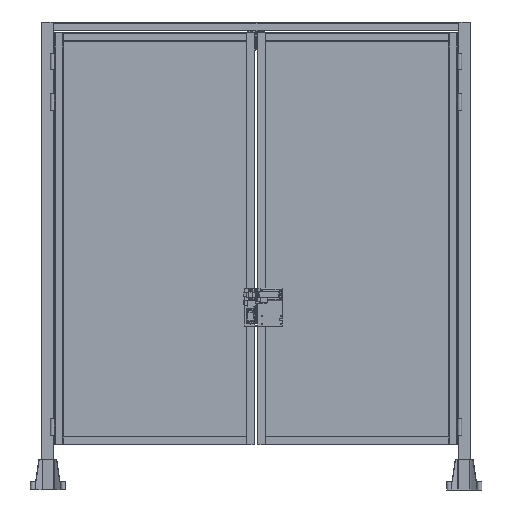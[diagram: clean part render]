
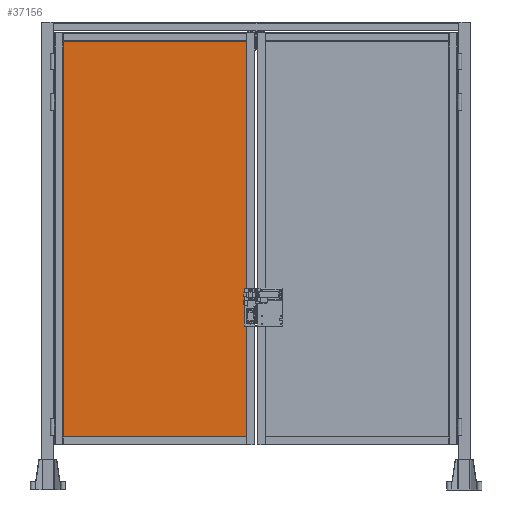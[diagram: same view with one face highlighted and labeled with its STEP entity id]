
A CAD part, front view. The second image highlights one B-rep face of the part: STEP entity #37156.
In plain terms, the highlighted planar face has unit normal (0, -1, 0).
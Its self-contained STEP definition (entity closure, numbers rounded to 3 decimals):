
#13851=CARTESIAN_POINT('',(74.024,22.3,-913.999));
#13852=VERTEX_POINT('',#13851);
#13859=CARTESIAN_POINT('',(74.024,22.3,1086.001));
#13860=VERTEX_POINT('',#13859);
#13861=CARTESIAN_POINT('',(74.024,22.3,1086.001));
#13862=DIRECTION('',(0.0,0.0,-1.0));
#13863=VECTOR('',#13862,2000.);
#13864=LINE('',#13861,#13863);
#13865=EDGE_CURVE('',#13860,#13852,#13864,.T.);
#19506=CARTESIAN_POINT('',(980.024,22.3,1086.001));
#19507=VERTEX_POINT('',#19506);
#19514=CARTESIAN_POINT('',(980.024,22.3,-913.999));
#19515=VERTEX_POINT('',#19514);
#19516=CARTESIAN_POINT('',(980.024,22.3,-913.999));
#19517=DIRECTION('',(0.0,0.0,1.0));
#19518=VECTOR('',#19517,2000.0);
#19519=LINE('',#19516,#19518);
#19520=EDGE_CURVE('',#19515,#19507,#19519,.T.);
#25136=CARTESIAN_POINT('',(979.024,22.3,1061.001));
#25137=VERTEX_POINT('',#25136);
#25146=CARTESIAN_POINT('',(75.024,22.3,1061.001));
#25147=VERTEX_POINT('',#25146);
#25155=CARTESIAN_POINT('',(979.024,22.3,1061.001));
#25156=DIRECTION('',(-1.0,0.0,0.0));
#25157=VECTOR('',#25156,904.0);
#25158=LINE('',#25155,#25157);
#25159=EDGE_CURVE('',#25137,#25147,#25158,.T.);
#25169=CARTESIAN_POINT('',(979.024,22.3,1086.001));
#25170=VERTEX_POINT('',#25169);
#25171=CARTESIAN_POINT('',(75.024,22.3,1086.001));
#25172=VERTEX_POINT('',#25171);
#28669=CARTESIAN_POINT('',(979.024,22.3,1086.001));
#28670=DIRECTION('',(0.0,0.0,-1.0));
#28671=VECTOR('',#28670,25.);
#28672=LINE('',#28669,#28671);
#28673=EDGE_CURVE('',#25170,#25137,#28672,.T.);
#29334=CARTESIAN_POINT('',(75.024,22.3,1061.001));
#29335=DIRECTION('',(0.0,0.0,1.0));
#29336=VECTOR('',#29335,25.);
#29337=LINE('',#29334,#29336);
#29338=EDGE_CURVE('',#25147,#25172,#29337,.T.);
#32630=CARTESIAN_POINT('',(75.024,22.3,-889.001));
#32631=VERTEX_POINT('',#32630);
#32640=CARTESIAN_POINT('',(979.024,22.3,-889.001));
#32641=VERTEX_POINT('',#32640);
#32649=CARTESIAN_POINT('',(75.024,22.3,-889.001));
#32650=DIRECTION('',(1.0,0.0,0.0));
#32651=VECTOR('',#32650,904.0);
#32652=LINE('',#32649,#32651);
#32653=EDGE_CURVE('',#32631,#32641,#32652,.T.);
#32663=CARTESIAN_POINT('',(75.024,22.3,-913.999));
#32664=VERTEX_POINT('',#32663);
#32665=CARTESIAN_POINT('',(979.024,22.3,-913.999));
#32666=VERTEX_POINT('',#32665);
#36163=CARTESIAN_POINT('',(75.024,22.3,-913.999));
#36164=DIRECTION('',(0.0,0.0,1.0));
#36165=VECTOR('',#36164,24.998);
#36166=LINE('',#36163,#36165);
#36167=EDGE_CURVE('',#32664,#32631,#36166,.T.);
#36765=CARTESIAN_POINT('',(979.024,22.3,-889.001));
#36766=DIRECTION('',(0.0,0.0,-1.0));
#36767=VECTOR('',#36766,24.998);
#36768=LINE('',#36765,#36767);
#36769=EDGE_CURVE('',#32641,#32666,#36768,.T.);
#37054=CARTESIAN_POINT('',(74.024,22.3,1086.001));
#37055=DIRECTION('',(1.0,0.0,0.0));
#37056=VECTOR('',#37055,1.);
#37057=LINE('',#37054,#37056);
#37058=EDGE_CURVE('',#13860,#25172,#37057,.T.);
#37061=CARTESIAN_POINT('',(979.024,22.3,1086.001));
#37062=DIRECTION('',(1.0,0.0,0.0));
#37063=VECTOR('',#37062,1.);
#37064=LINE('',#37061,#37063);
#37065=EDGE_CURVE('',#25170,#19507,#37064,.T.);
#37102=CARTESIAN_POINT('',(980.024,22.3,-913.999));
#37103=DIRECTION('',(-1.0,0.0,0.0));
#37104=VECTOR('',#37103,1.);
#37105=LINE('',#37102,#37104);
#37106=EDGE_CURVE('',#19515,#32666,#37105,.T.);
#37109=CARTESIAN_POINT('',(75.024,22.3,-913.999));
#37110=DIRECTION('',(-1.0,0.0,0.0));
#37111=VECTOR('',#37110,1.);
#37112=LINE('',#37109,#37111);
#37113=EDGE_CURVE('',#32664,#13852,#37112,.T.);
#37137=CARTESIAN_POINT('',(527.024,22.3,86.001));
#37138=DIRECTION('',(0.0,1.0,0.0));
#37139=DIRECTION('',(0.0,0.0,-1.0));
#37140=AXIS2_PLACEMENT_3D('',#37137,#37138,#37139);
#37141=PLANE('',#37140);
#37142=ORIENTED_EDGE('',*,*,#36769,.T.);
#37143=ORIENTED_EDGE('',*,*,#37106,.F.);
#37144=ORIENTED_EDGE('',*,*,#19520,.T.);
#37145=ORIENTED_EDGE('',*,*,#37065,.F.);
#37146=ORIENTED_EDGE('',*,*,#28673,.T.);
#37147=ORIENTED_EDGE('',*,*,#25159,.T.);
#37148=ORIENTED_EDGE('',*,*,#29338,.T.);
#37149=ORIENTED_EDGE('',*,*,#37058,.F.);
#37150=ORIENTED_EDGE('',*,*,#13865,.T.);
#37151=ORIENTED_EDGE('',*,*,#37113,.F.);
#37152=ORIENTED_EDGE('',*,*,#36167,.T.);
#37153=ORIENTED_EDGE('',*,*,#32653,.T.);
#37154=EDGE_LOOP('',(#37142,#37143,#37144,#37145,#37146,#37147,#37148,#37149,#37150,#37151,#37152,#37153));
#37155=FACE_OUTER_BOUND('',#37154,.T.);
#37156=ADVANCED_FACE('',(#37155),#37141,.F.);
